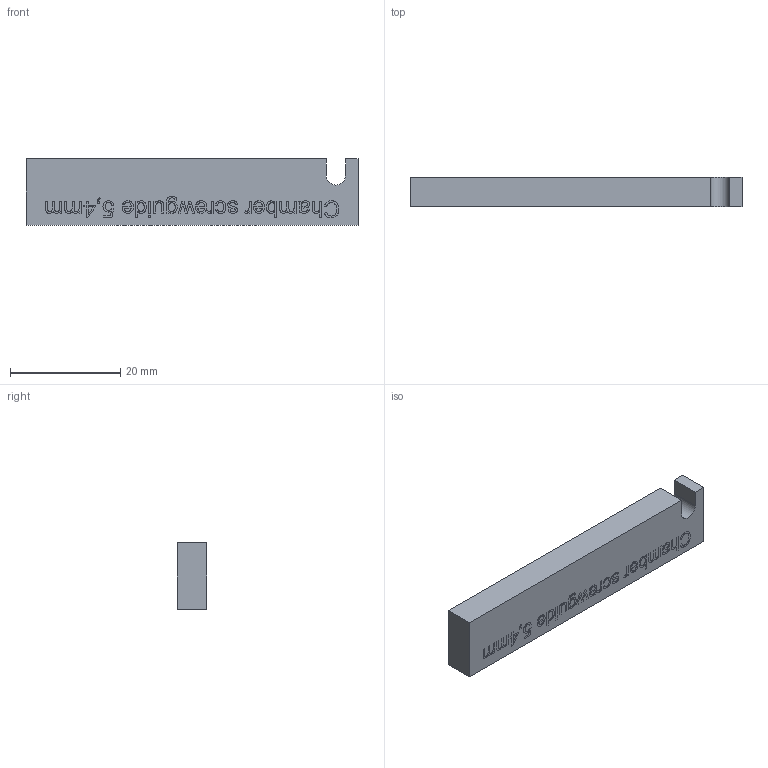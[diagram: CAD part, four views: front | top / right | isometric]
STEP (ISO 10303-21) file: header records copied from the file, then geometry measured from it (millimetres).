
FILE_DESCRIPTION(/* description */ (''),/* implementation_level */ '2;1');
FILE_NAME(/* name */ 'Screw guide - MultiMaterial.step',/* time_stamp */ '2025-12-24T10:32:50+01:00',/* author */ (''),/* organization */ (''),/* preprocessor_version */ 'ST-DEVELOPER v20.1',/* originating_system */ 'Autodesk Translation Framework v14.21.0.0',/* authorisation */ '');
FILE_SCHEMA (('AUTOMOTIVE_DESIGN { 1 0 10303 214 3 1 1 }'));
Length unit declared in the file: millimetre
Products named in the file (3): Screw guide; Screw guide (1); text top
Assembly tree (2 placements, depth 2):
  Screw guide
    Screw guide (1)
    text top
Bounding box: 60.1 x 5.4 x 12 mm (x, y, z)
Volume: 3811.8 mm3; surface area: 2554 mm2
Topology: 24 solids, 24 shells, 1007 faces, 2784 edges, 1856 vertices
Faces by surface type: bspline 630, plane 376, cylinder 1
Entity records: 37822 total; most frequent: CARTESIAN_POINT 16362, ORIENTED_EDGE 5568, EDGE_CURVE 2784, DIRECTION 2290, VERTEX_POINT 1856, LINE 1522, VECTOR 1522, B_SPLINE_CURVE_WITH_KNOTS 1260
